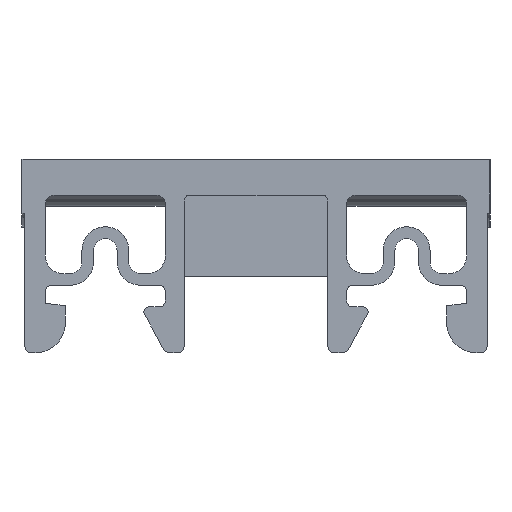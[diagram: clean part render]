
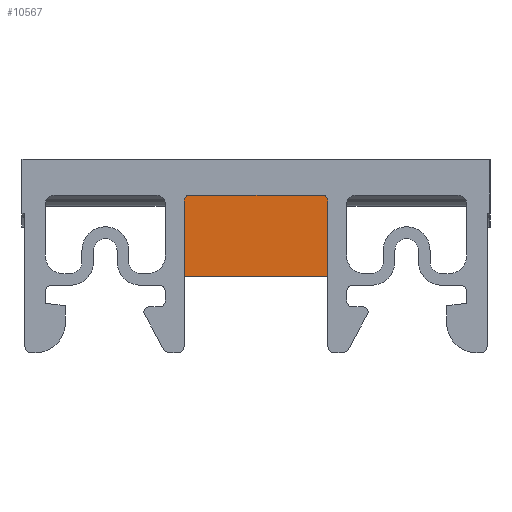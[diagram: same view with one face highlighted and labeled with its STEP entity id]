
A CAD part, left-side view. The second image highlights one B-rep face of the part: STEP entity #10567.
In plain terms, the highlighted planar face has unit normal (-1, 0, 0).
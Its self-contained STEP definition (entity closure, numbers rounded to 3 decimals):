
#137 = DIRECTION ( 'NONE',  ( 0., -1., 0. ) ) ;
#475 = VERTEX_POINT ( 'NONE', #864 ) ;
#750 = LINE ( 'NONE', #5798, #3463 ) ;
#864 = CARTESIAN_POINT ( 'NONE',  ( -56.75, 7., 8.6 ) ) ;
#1370 = ORIENTED_EDGE ( 'NONE', *, *, #8353, .F. ) ;
#2217 = CARTESIAN_POINT ( 'NONE',  ( -56.75, -7., 8.6 ) ) ;
#2279 = ORIENTED_EDGE ( 'NONE', *, *, #9259, .T. ) ;
#2297 = EDGE_LOOP ( 'NONE', ( #1370, #11535, #14834, #2279 ) ) ;
#3232 = DIRECTION ( 'NONE',  ( 0., 0., 1. ) ) ;
#3310 = DIRECTION ( 'NONE',  ( 0., -1., 0. ) ) ;
#3463 = VECTOR ( 'NONE', #3310, 1000. ) ;
#3919 = AXIS2_PLACEMENT_3D ( 'NONE', #4231, #15839, #13261 ) ;
#4231 = CARTESIAN_POINT ( 'NONE',  ( -56.75, 7., 0. ) ) ;
#4246 = LINE ( 'NONE', #6889, #9423 ) ;
#4544 = VERTEX_POINT ( 'NONE', #2217 ) ;
#4797 = CARTESIAN_POINT ( 'NONE',  ( -56.75, 7., 0. ) ) ;
#4985 = CARTESIAN_POINT ( 'NONE',  ( -56.75, -7., 0. ) ) ;
#5103 = LINE ( 'NONE', #6594, #10452 ) ;
#5254 = CARTESIAN_POINT ( 'NONE',  ( -56.75, -7., 0. ) ) ;
#5798 = CARTESIAN_POINT ( 'NONE',  ( -56.75, 7., 0. ) ) ;
#6594 = CARTESIAN_POINT ( 'NONE',  ( -56.75, -9.25, 8.6 ) ) ;
#6875 = FACE_OUTER_BOUND ( 'NONE', #2297, .T. ) ;
#6889 = CARTESIAN_POINT ( 'NONE',  ( -56.75, 7., 0. ) ) ;
#8353 = EDGE_CURVE ( 'NONE', #475, #4544, #5103, .T. ) ;
#8828 = VERTEX_POINT ( 'NONE', #5254 ) ;
#8968 = EDGE_CURVE ( 'NONE', #10916, #475, #4246, .T. ) ;
#9259 = EDGE_CURVE ( 'NONE', #8828, #4544, #15271, .T. ) ;
#9423 = VECTOR ( 'NONE', #3232, 1000. ) ;
#10452 = VECTOR ( 'NONE', #137, 1000. ) ;
#10567 = ADVANCED_FACE ( 'NONE', ( #6875 ), #14511, .T. ) ;
#10916 = VERTEX_POINT ( 'NONE', #4797 ) ;
#11535 = ORIENTED_EDGE ( 'NONE', *, *, #8968, .F. ) ;
#13261 = DIRECTION ( 'NONE',  ( 0., 0., 1. ) ) ;
#13852 = EDGE_CURVE ( 'NONE', #10916, #8828, #750, .T. ) ;
#14511 = PLANE ( 'NONE',  #3919 ) ;
#14834 = ORIENTED_EDGE ( 'NONE', *, *, #13852, .T. ) ;
#15092 = DIRECTION ( 'NONE',  ( 0., 0., 1. ) ) ;
#15271 = LINE ( 'NONE', #4985, #15785 ) ;
#15785 = VECTOR ( 'NONE', #15092, 1000. ) ;
#15839 = DIRECTION ( 'NONE',  ( -1., 0., 0. ) ) ;
